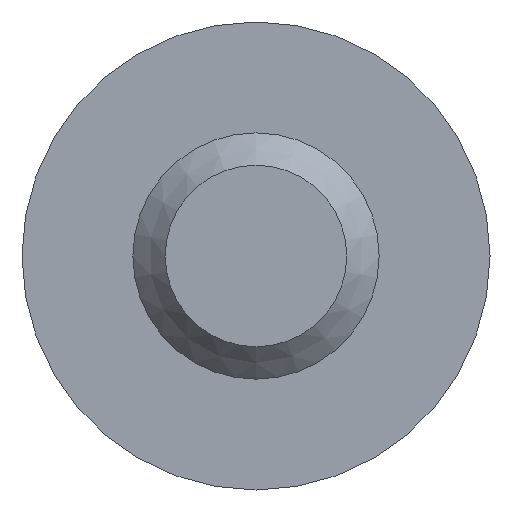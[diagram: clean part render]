
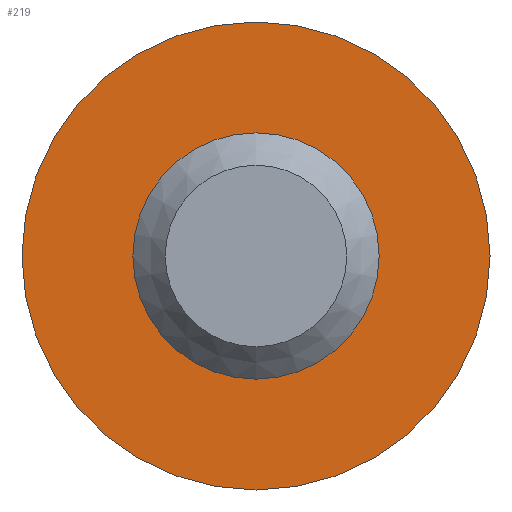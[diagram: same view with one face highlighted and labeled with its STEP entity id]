
A CAD part, front view. The second image highlights one B-rep face of the part: STEP entity #219.
In plain terms, the highlighted planar face has unit normal (0, -1, 0).
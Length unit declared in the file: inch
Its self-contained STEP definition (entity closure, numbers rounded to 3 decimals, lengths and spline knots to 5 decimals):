
#53=PLANE('',#242);
#68=FACE_BOUND('',#93,.T.);
#75=FACE_OUTER_BOUND('',#92,.T.);
#92=EDGE_LOOP('',(#173));
#93=EDGE_LOOP('',(#174));
#111=CIRCLE('',#239,0.095);
#112=CIRCLE('',#241,0.1805);
#119=VERTEX_POINT('',#359);
#120=VERTEX_POINT('',#362);
#140=EDGE_CURVE('',#119,#119,#111,.T.);
#141=EDGE_CURVE('',#120,#120,#112,.T.);
#173=ORIENTED_EDGE('',*,*,#141,.F.);
#174=ORIENTED_EDGE('',*,*,#140,.F.);
#219=ADVANCED_FACE('',(#75,#68),#53,.F.);
#239=AXIS2_PLACEMENT_3D('',#360,#270,#271);
#241=AXIS2_PLACEMENT_3D('',#363,#274,#275);
#242=AXIS2_PLACEMENT_3D('',#364,#276,#277);
#270=DIRECTION('center_axis',(0.,-1.,0.));
#271=DIRECTION('ref_axis',(0.,0.,1.));
#274=DIRECTION('center_axis',(0.,1.,0.));
#275=DIRECTION('ref_axis',(0.,0.,1.));
#276=DIRECTION('center_axis',(0.,1.,0.));
#277=DIRECTION('ref_axis',(0.,0.,1.));
#359=CARTESIAN_POINT('',(0.,0.,0.095));
#360=CARTESIAN_POINT('Origin',(0.,0.,0.));
#362=CARTESIAN_POINT('',(0.,0.,-0.1805));
#363=CARTESIAN_POINT('Origin',(0.,0.,0.));
#364=CARTESIAN_POINT('Origin',(0.,0.,0.));
